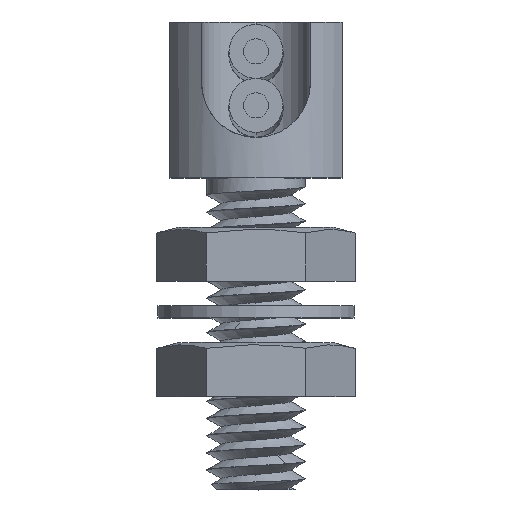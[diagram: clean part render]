
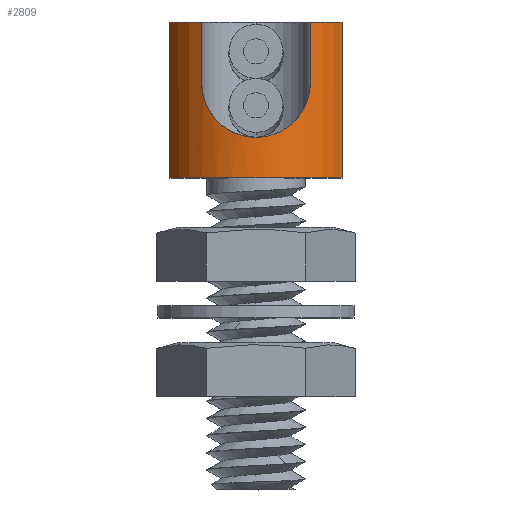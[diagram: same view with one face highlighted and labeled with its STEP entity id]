
A CAD part, top view. The second image highlights one B-rep face of the part: STEP entity #2809.
In plain terms, the highlighted cylindrical face has radius 3.937 mm (diameter 7.874 mm), a partial arc.
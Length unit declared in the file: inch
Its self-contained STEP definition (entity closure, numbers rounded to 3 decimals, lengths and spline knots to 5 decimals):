
#34=CARTESIAN_POINT('',(0.,0.,0.));
#35=DIRECTION('',(1.,0.,0.));
#36=DIRECTION('',(0.,0.828,0.561));
#37=AXIS2_PLACEMENT_3D('',#34,#35,#36);
#52=CARTESIAN_POINT('',(0.,0.,0.));
#53=DIRECTION('',(1.,0.,0.));
#54=DIRECTION('',(0.,0.455,-0.89));
#55=AXIS2_PLACEMENT_3D('',#52,#53,#54);
#110=DIRECTION('',(-1.,0.,0.));
#111=VECTOR('',#110,0.098);
#112=CARTESIAN_POINT('',(0.098,0.12828,0.08701));
#113=LINE('',#112,#111);
#114=CARTESIAN_POINT('',(0.098,0.12828,-0.08701));
#115=CARTESIAN_POINT('',(0.10258,0.12828,
-0.08701));
#116=CARTESIAN_POINT('',(0.11184,0.12875,
-0.08632));
#117=CARTESIAN_POINT('',(0.12663,0.13117,
-0.08264));
#118=CARTESIAN_POINT('',(0.14067,0.13498,
-0.07636));
#119=CARTESIAN_POINT('',(0.15378,0.13973,
-0.0674));
#120=CARTESIAN_POINT('',(0.16498,0.14462,
-0.05629));
#121=CARTESIAN_POINT('',(0.1741,0.1491,
-0.04314));
#122=CARTESIAN_POINT('',(0.18047,0.15248,
-0.02909));
#123=CARTESIAN_POINT('',(0.18423,0.15456,
-0.01444));
#124=CARTESIAN_POINT('',(0.1854,0.15522,
0.00006));
#125=CARTESIAN_POINT('',(0.18421,0.15455,
0.01454));
#126=CARTESIAN_POINT('',(0.18044,0.15246,
0.02919));
#127=CARTESIAN_POINT('',(0.17405,0.14908,
0.04323));
#128=CARTESIAN_POINT('',(0.16491,0.14459,
0.05637));
#129=CARTESIAN_POINT('',(0.15371,0.1397,
0.06745));
#130=CARTESIAN_POINT('',(0.1406,0.13496,
0.0764));
#131=CARTESIAN_POINT('',(0.12656,0.13116,
0.08266));
#132=CARTESIAN_POINT('',(0.11181,0.12875,
0.08632));
#133=CARTESIAN_POINT('',(0.10257,0.12828,
0.08701));
#134=CARTESIAN_POINT('',(0.098,0.12828,0.08701));
#136=DIRECTION('',(-1.,0.,0.));
#137=VECTOR('',#136,0.098);
#138=CARTESIAN_POINT('',(0.098,0.12828,-0.08701));
#139=LINE('',#138,#137);
#140=DIRECTION('',(-1.,0.,0.));
#141=VECTOR('',#140,0.25);
#142=CARTESIAN_POINT('',(0.25,0.07058,-0.138));
#143=LINE('',#142,#141);
#144=CARTESIAN_POINT('',(0.25,0.,0.));
#145=DIRECTION('',(1.,0.,0.));
#146=DIRECTION('',(0.,0.455,-0.89));
#147=AXIS2_PLACEMENT_3D('',#144,#145,#146);
#149=DIRECTION('',(-1.,0.,0.));
#150=VECTOR('',#149,0.25);
#151=CARTESIAN_POINT('',(0.25,0.07058,0.138));
#152=LINE('',#151,#150);
#2534=CARTESIAN_POINT('',(0.25,0.07058,0.138));
#2536=VERTEX_POINT('',#2534);
#2539=CARTESIAN_POINT('',(0.25,0.07058,-0.138));
#2541=VERTEX_POINT('',#2539);
#2546=CARTESIAN_POINT('',(0.,0.07058,0.138));
#2547=VERTEX_POINT('',#2546);
#2548=CARTESIAN_POINT('',(0.,0.07058,-0.138));
#2549=VERTEX_POINT('',#2548);
#2642=CARTESIAN_POINT('',(0.098,0.12828,0.08701));
#2643=CARTESIAN_POINT('',(0.,0.12828,0.08701));
#2644=VERTEX_POINT('',#2642);
#2645=VERTEX_POINT('',#2643);
#2646=VERTEX_POINT('',#114);
#2647=CARTESIAN_POINT('',(0.,0.12828,-0.08701));
#2648=VERTEX_POINT('',#2647);
#2790=CARTESIAN_POINT('',(0.7875,0.,0.));
#2791=DIRECTION('',(-1.,0.,0.));
#2792=DIRECTION('',(0.,0.,-1.));
#2793=AXIS2_PLACEMENT_3D('',#2790,#2791,#2792);
#2794=CYLINDRICAL_SURFACE('',#2793,0.155);
#2796=ORIENTED_EDGE('',*,*,#2795,.F.);
#2797=ORIENTED_EDGE('',*,*,#2769,.F.);
#2798=ORIENTED_EDGE('',*,*,#2784,.T.);
#2799=ORIENTED_EDGE('',*,*,#2738,.F.);
#2801=ORIENTED_EDGE('',*,*,#2800,.F.);
#2803=ORIENTED_EDGE('',*,*,#2802,.T.);
#2805=ORIENTED_EDGE('',*,*,#2804,.T.);
#2806=ORIENTED_EDGE('',*,*,#2730,.F.);
#2807=EDGE_LOOP('',(#2796,#2797,#2798,#2799,#2801,#2803,#2805,#2806));
#2808=FACE_OUTER_BOUND('',#2807,.F.);
#2809=ADVANCED_FACE('',(#2808),#2794,.T.);
#38=CIRCLE('',#37,0.155);
#56=CIRCLE('',#55,0.155);
#135=B_SPLINE_CURVE_WITH_KNOTS('',3,(#114,#115,#116,#117,#118,#119,#120,#121,
#122,#123,#124,#125,#126,#127,#128,#129,#130,#131,#132,#133,#134),.UNSPECIFIED.,
.F.,.F.,(4,1,1,1,1,1,1,1,1,1,1,1,1,1,1,1,1,1,4),(0.,0.05556,
0.11111,0.16667,0.22222,0.27778,
0.33333,0.38889,0.44444,0.5,0.55556,
0.61111,0.66667,0.72222,0.77778,
0.83333,0.88889,0.94444,1.),.UNSPECIFIED.);
#148=CIRCLE('',#147,0.155);
#2730=EDGE_CURVE('',#2645,#2547,#38,.T.);
#2738=EDGE_CURVE('',#2549,#2648,#56,.T.);
#2769=EDGE_CURVE('',#2646,#2644,#135,.T.);
#2784=EDGE_CURVE('',#2646,#2648,#139,.T.);
#2795=EDGE_CURVE('',#2644,#2645,#113,.T.);
#2800=EDGE_CURVE('',#2541,#2549,#143,.T.);
#2802=EDGE_CURVE('',#2541,#2536,#148,.T.);
#2804=EDGE_CURVE('',#2536,#2547,#152,.T.);
